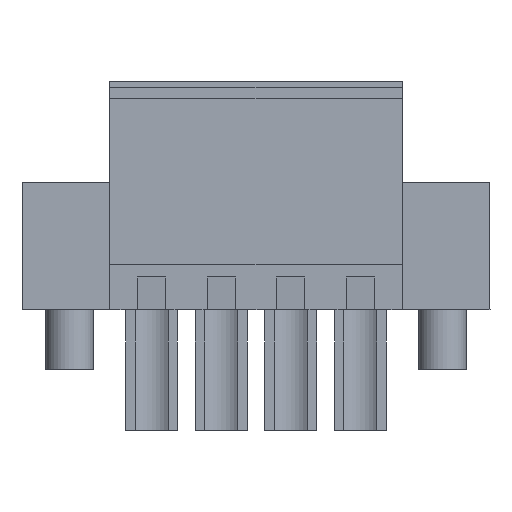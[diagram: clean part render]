
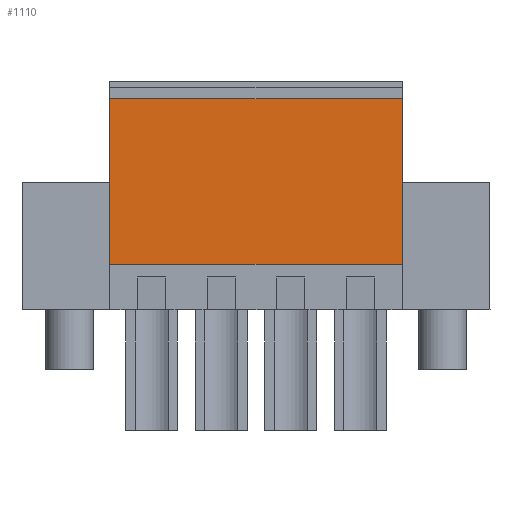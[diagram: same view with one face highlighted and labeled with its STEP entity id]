
A CAD part, front view. The second image highlights one B-rep face of the part: STEP entity #1110.
In plain terms, the highlighted planar face has unit normal (0, -1, 0).
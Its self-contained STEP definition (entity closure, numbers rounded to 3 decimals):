
#1090=AXIS2_PLACEMENT_3D('Plane Axis2P3D',#1087,#1088,#1089) ;
#77=CARTESIAN_POINT('Vertex',(4.8,0.75,9.1)) ;
#80=CARTESIAN_POINT('Line Origine',(4.8,0.75,13.625)) ;
#84=CARTESIAN_POINT('Vertex',(4.8,0.75,18.15)) ;
#1072=CARTESIAN_POINT('Vertex',(20.83,0.75,9.1)) ;
#1075=CARTESIAN_POINT('Line Origine',(12.815,0.75,9.1)) ;
#1087=CARTESIAN_POINT('Axis2P3D Location',(20.83,0.75,18.15)) ;
#1092=CARTESIAN_POINT('Line Origine',(20.83,0.75,13.625)) ;
#1096=CARTESIAN_POINT('Vertex',(20.83,0.75,18.15)) ;
#1099=CARTESIAN_POINT('Line Origine',(12.815,0.75,18.15)) ;
#81=DIRECTION('Vector Direction',(0.,0.,-1.)) ;
#1076=DIRECTION('Vector Direction',(-1.,0.,0.)) ;
#1088=DIRECTION('Axis2P3D Direction',(0.,1.,0.)) ;
#1089=DIRECTION('Axis2P3D XDirection',(0.,0.,-1.)) ;
#1093=DIRECTION('Vector Direction',(0.,0.,-1.)) ;
#1100=DIRECTION('Vector Direction',(-1.,0.,0.)) ;
#82=VECTOR('Line Direction',#81,1.) ;
#1077=VECTOR('Line Direction',#1076,1.) ;
#1094=VECTOR('Line Direction',#1093,1.) ;
#1101=VECTOR('Line Direction',#1100,1.) ;
#1105=ORIENTED_EDGE('',*,*,#86,.T.) ;
#1106=ORIENTED_EDGE('',*,*,#1079,.F.) ;
#1107=ORIENTED_EDGE('',*,*,#1098,.F.) ;
#1108=ORIENTED_EDGE('',*,*,#1103,.T.) ;
#1110=ADVANCED_FACE('HOUSING',(#1109),#1091,.F.) ;
#86=EDGE_CURVE('',#85,#78,#83,.T.) ;
#1079=EDGE_CURVE('',#1073,#78,#1078,.T.) ;
#1098=EDGE_CURVE('',#1097,#1073,#1095,.T.) ;
#1103=EDGE_CURVE('',#1097,#85,#1102,.T.) ;
#1104=EDGE_LOOP('',(#1105,#1106,#1107,#1108)) ;
#1109=FACE_OUTER_BOUND('',#1104,.T.) ;
#83=LINE('Line',#80,#82) ;
#1078=LINE('Line',#1075,#1077) ;
#1095=LINE('Line',#1092,#1094) ;
#1102=LINE('Line',#1099,#1101) ;
#1091=PLANE('',#1090) ;
#78=VERTEX_POINT('',#77) ;
#85=VERTEX_POINT('',#84) ;
#1073=VERTEX_POINT('',#1072) ;
#1097=VERTEX_POINT('',#1096) ;
